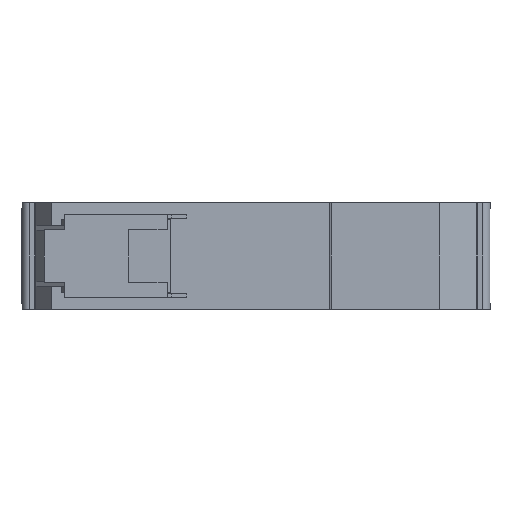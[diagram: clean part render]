
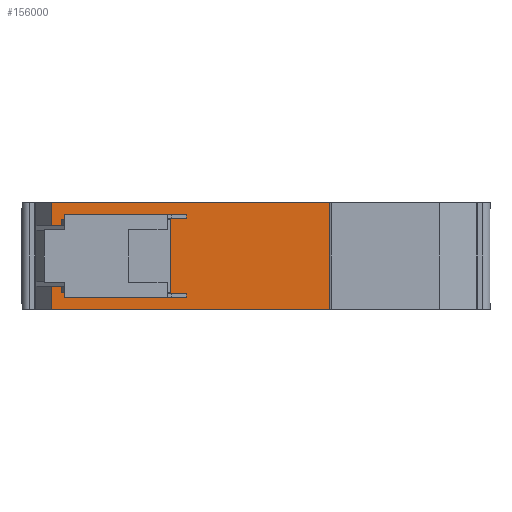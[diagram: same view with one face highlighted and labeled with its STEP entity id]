
A CAD part, front view. The second image highlights one B-rep face of the part: STEP entity #156000.
In plain terms, the highlighted planar face has unit normal (0, -1, 0).
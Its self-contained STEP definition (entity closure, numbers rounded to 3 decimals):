
#12970=CARTESIAN_POINT('',(17.5,7.5,
0.04));
#12980=VERTEX_POINT('',#12970);
#13010=CARTESIAN_POINT('',(17.5,7.5,
11.34));
#13020=DIRECTION('',(0.,0.,-1.));
#13030=VECTOR('',#13020,1.);
#13040=LINE('',#13010,#13030);
#13050=CARTESIAN_POINT('',(17.5,7.5,
22.64));
#13060=VERTEX_POINT('',#13050);
#13070=EDGE_CURVE('',#13060,#12980,#13040,.T.);
#74770=CARTESIAN_POINT('',(0.,7.5,
22.64));
#74780=DIRECTION('',(1.,0.,0.));
#74790=VECTOR('',#74780,1.);
#74800=LINE('',#74770,#74790);
#74810=CARTESIAN_POINT('',(-43.2,7.5,
22.64));
#74820=VERTEX_POINT('',#74810);
#74830=EDGE_CURVE('',#74820,#13060,#74800,.T.);
#145770=CARTESIAN_POINT('',(-43.2,7.5,
0.04));
#145780=VERTEX_POINT('',#145770);
#145810=CARTESIAN_POINT('',(0.,7.5,
0.04));
#145820=DIRECTION('',(-1.,0.,0.));
#145830=VECTOR('',#145820,1.);
#145840=LINE('',#145810,#145830);
#145850=EDGE_CURVE('',#12980,#145780,#145840,.T.);
#148210=CARTESIAN_POINT('',(-43.2,7.5,
4.94));
#148220=VERTEX_POINT('',#148210);
#148250=CARTESIAN_POINT('',(-43.2,7.5,
11.34));
#148260=DIRECTION('',(0.,0.,1.));
#148270=VECTOR('',#148260,1.);
#148280=LINE('',#148250,#148270);
#148290=EDGE_CURVE('',#145780,#148220,#148280,.T.);
#149440=CARTESIAN_POINT('',(-34.4,7.5,
4.94));
#149450=VERTEX_POINT('',#149440);
#149480=CARTESIAN_POINT('',(0.,7.5,
4.94));
#149490=DIRECTION('',(-1.,0.,0.));
#149500=VECTOR('',#149490,1.);
#149510=LINE('',#149480,#149500);
#149520=EDGE_CURVE('',#149450,#148220,#149510,.T.);
#151430=CARTESIAN_POINT('',(-34.4,7.5,
17.74));
#151440=VERTEX_POINT('',#151430);
#151490=CARTESIAN_POINT('',(-34.4,7.5,
11.34));
#151500=DIRECTION('',(0.,0.,-1.));
#151510=VECTOR('',#151500,1.);
#151520=LINE('',#151490,#151510);
#151530=CARTESIAN_POINT('',(-34.4,7.5,
19.09));
#151540=VERTEX_POINT('',#151530);
#151550=EDGE_CURVE('',#151540,#151440,#151520,.T.);
#155320=CARTESIAN_POINT('',(-34.4,7.5,
3.59));
#155330=VERTEX_POINT('',#155320);
#155360=CARTESIAN_POINT('',(-34.4,7.5,
11.34));
#155370=DIRECTION('',(0.,0.,-1.));
#155380=VECTOR('',#155370,1.);
#155390=LINE('',#155360,#155380);
#155400=EDGE_CURVE('',#149450,#155330,#155390,.T.);
#155540=CARTESIAN_POINT('',(17.5,7.5,
0.04));
#155550=DIRECTION('',(0.,-1.,0.));
#155560=DIRECTION('',(1.,0.,0.));
#155570=AXIS2_PLACEMENT_3D('',#155540,#155550,#155560);
#155580=PLANE('',#155570);
#155590=ORIENTED_EDGE('',*,*,#145850,.F.);
#155600=ORIENTED_EDGE('',*,*,#148290,.F.);
#155610=ORIENTED_EDGE('',*,*,#149520,.T.);
#155620=ORIENTED_EDGE('',*,*,#155400,.F.);
#155630=CARTESIAN_POINT('',(0.,7.5,
3.59));
#155640=DIRECTION('',(-1.,0.,0.));
#155650=VECTOR('',#155640,1.);
#155660=LINE('',#155630,#155650);
#155670=CARTESIAN_POINT('',(-18.,7.5,
3.59));
#155680=VERTEX_POINT('',#155670);
#155690=EDGE_CURVE('',#155680,#155330,#155660,.T.);
#155700=ORIENTED_EDGE('',*,*,#155690,.T.);
#155710=CARTESIAN_POINT('',(-18.,7.5,
11.34));
#155720=DIRECTION('',(0.,0.,-1.));
#155730=VECTOR('',#155720,1.);
#155740=LINE('',#155710,#155730);
#155750=CARTESIAN_POINT('',(-18.,7.5,
19.09));
#155760=VERTEX_POINT('',#155750);
#155770=EDGE_CURVE('',#155760,#155680,#155740,.T.);
#155780=ORIENTED_EDGE('',*,*,#155770,.T.);
#155790=CARTESIAN_POINT('',(0.,7.5,
19.09));
#155800=DIRECTION('',(1.,0.,0.));
#155810=VECTOR('',#155800,1.);
#155820=LINE('',#155790,#155810);
#155830=EDGE_CURVE('',#151540,#155760,#155820,.T.);
#155840=ORIENTED_EDGE('',*,*,#155830,.T.);
#155850=ORIENTED_EDGE('',*,*,#151550,.F.);
#155860=CARTESIAN_POINT('',(0.,7.5,
17.74));
#155870=DIRECTION('',(1.,0.,0.));
#155880=VECTOR('',#155870,1.);
#155890=LINE('',#155860,#155880);
#155900=CARTESIAN_POINT('',(-43.2,7.5,
17.74));
#155910=VERTEX_POINT('',#155900);
#155920=EDGE_CURVE('',#155910,#151440,#155890,.T.);
#155930=ORIENTED_EDGE('',*,*,#155920,.T.);
#155940=EDGE_CURVE('',#155910,#74820,#148280,.T.);
#155950=ORIENTED_EDGE('',*,*,#155940,.F.);
#155960=ORIENTED_EDGE('',*,*,#74830,.F.);
#155970=ORIENTED_EDGE('',*,*,#13070,.F.);
#155980=EDGE_LOOP('',(#155970,#155960,#155950,#155930,#155850,#155840,
#155780,#155700,#155620,#155610,#155600,#155590));
#155990=FACE_OUTER_BOUND('',#155980,.T.);
#156000=ADVANCED_FACE('',(#155990),#155580,.T.);
